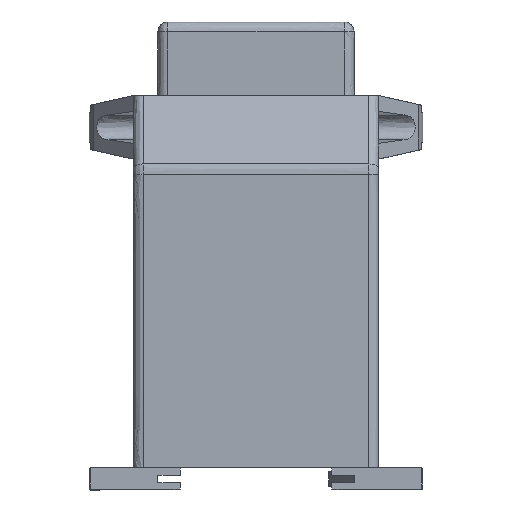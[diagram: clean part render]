
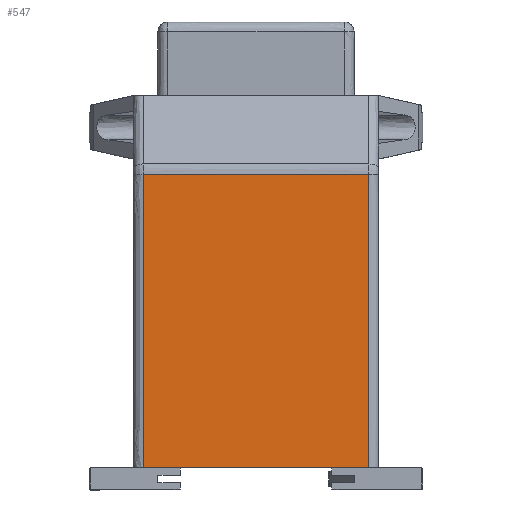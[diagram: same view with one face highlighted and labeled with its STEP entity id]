
A CAD part, left-side view. The second image highlights one B-rep face of the part: STEP entity #547.
In plain terms, the highlighted free-form (B-spline) face has degree [1, 1] with [2, 2] control points.
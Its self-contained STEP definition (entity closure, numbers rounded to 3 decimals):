
#547=ADVANCED_FACE($,(#992),#5799,.T.);
#992=FACE_OUTER_BOUND($,#1455,.T.);
#1455=EDGE_LOOP($,(#3484,#3485,#3486,#3487));
#3484=ORIENTED_EDGE($,*,*,#4617,.T.);
#3485=ORIENTED_EDGE($,*,*,#4619,.F.);
#3486=ORIENTED_EDGE($,*,*,#4618,.T.);
#3487=ORIENTED_EDGE($,*,*,#4588,.F.);
#4588=EDGE_CURVE($,#5298,#5297,#18167,.T.);
#4617=EDGE_CURVE($,#5298,#5319,#18196,.T.);
#4618=EDGE_CURVE($,#5320,#5297,#18197,.T.);
#4619=EDGE_CURVE($,#5320,#5319,#18198,.T.);
#5297=VERTEX_POINT($,#17270);
#5298=VERTEX_POINT($,#17271);
#5319=VERTEX_POINT($,#17292);
#5320=VERTEX_POINT($,#17293);
#5799=B_SPLINE_SURFACE_WITH_KNOTS($,1,1,((#16842,#16843),(#16844,#16845)),
.UNSPECIFIED.,.F.,.F.,.F.,(2,2),(2,2),(2.,48.),(16.145,76.),.UNSPECIFIED.);
#16140=CARTESIAN_POINT($,(0.,2.,4.5));
#16141=CARTESIAN_POINT($,(0.,48.,4.5));
#16408=CARTESIAN_POINT($,(0.,2.,4.5));
#16409=CARTESIAN_POINT($,(0.,2.,24.452));
#16410=CARTESIAN_POINT($,(0.,2.,44.403));
#16411=CARTESIAN_POINT($,(0.,2.,64.355));
#16412=CARTESIAN_POINT($,(0.,48.,64.355));
#16413=CARTESIAN_POINT($,(0.,48.,44.403));
#16414=CARTESIAN_POINT($,(0.,48.,24.452));
#16415=CARTESIAN_POINT($,(0.,48.,4.5));
#16416=CARTESIAN_POINT($,(0.,48.,64.355));
#16417=CARTESIAN_POINT($,(0.,32.667,64.355));
#16418=CARTESIAN_POINT($,(0.,17.333,64.355));
#16419=CARTESIAN_POINT($,(0.,2.,64.355));
#16842=CARTESIAN_POINT($,(0.,2.,64.355));
#16843=CARTESIAN_POINT($,(0.,2.,4.5));
#16844=CARTESIAN_POINT($,(0.,48.,64.355));
#16845=CARTESIAN_POINT($,(0.,48.,4.5));
#17270=CARTESIAN_POINT($,(0.,48.,4.5));
#17271=CARTESIAN_POINT($,(0.,2.,4.5));
#17292=CARTESIAN_POINT($,(0.,2.,64.355));
#17293=CARTESIAN_POINT($,(0.,48.,64.355));
#18167=B_SPLINE_CURVE_WITH_KNOTS($,1,(#16140,#16141),.UNSPECIFIED.,.F.,.F.,
(2,2),(2.,48.),.UNSPECIFIED.);
#18196=B_SPLINE_CURVE_WITH_KNOTS($,3,(#16408,#16409,#16410,#16411),.UNSPECIFIED.,
.F.,.F.,(4,4),(0.,59.855),.UNSPECIFIED.);
#18197=B_SPLINE_CURVE_WITH_KNOTS($,3,(#16412,#16413,#16414,#16415),.UNSPECIFIED.,
.F.,.F.,(4,4),(16.145,76.),.UNSPECIFIED.);
#18198=B_SPLINE_CURVE_WITH_KNOTS($,3,(#16416,#16417,#16418,#16419),.UNSPECIFIED.,
.F.,.F.,(4,4),(-48.,-2.),.UNSPECIFIED.);
